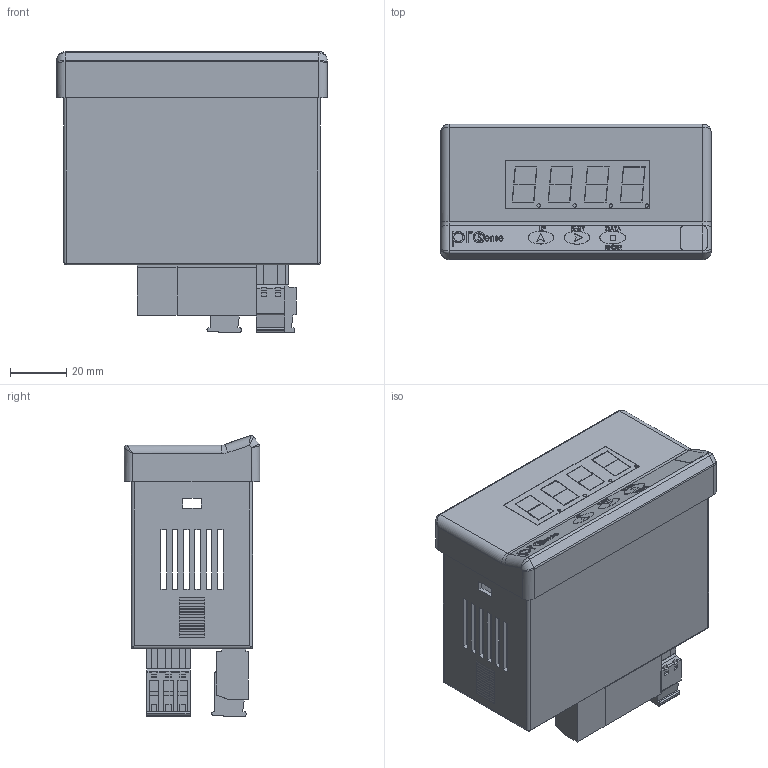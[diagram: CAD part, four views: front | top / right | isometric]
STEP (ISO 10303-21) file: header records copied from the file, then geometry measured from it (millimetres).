
FILE_DESCRIPTION (( 'STEP AP214' ), '1' );
FILE_NAME ('DPM2-AT-2R-HL.STEP', '2019-03-06T13:48:22', ( '' ), ( '' ), 'SwSTEP 2.0', 'SolidWorks 2017', '' );
FILE_SCHEMA (( 'AUTOMOTIVE_DESIGN' ));
Length unit declared in the file: inch
Products named in the file (1): DPM2-AT-2R-HL
Bounding box: 96 x 48 x 99.47 mm (x, y, z)
Volume: 90436.9 mm3; surface area: 65526 mm2
Topology: 10 solids, 10 shells, 2096 faces, 5448 edges, 3591 vertices
Faces by surface type: plane 1621, cylinder 319, bspline 138, cone 16, torus 2
Entity records: 96373 total; most frequent: CARTESIAN_POINT 17900, ORIENTED_EDGE 10876, DIRECTION 9700, EDGE_CURVE 5438, LINE 4542, VECTOR 4542, VERTEX_POINT 3591, AXIS2_PLACEMENT_3D 2579
